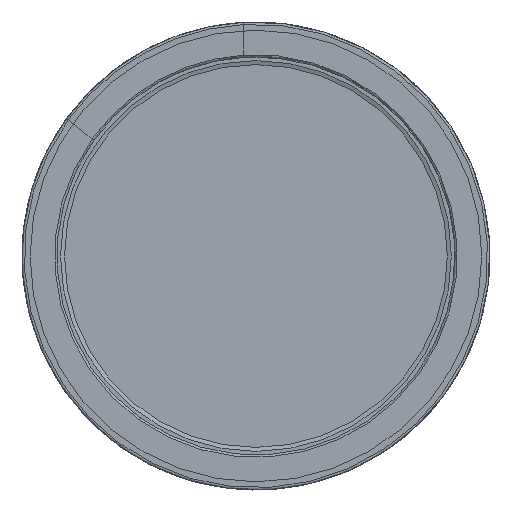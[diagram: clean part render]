
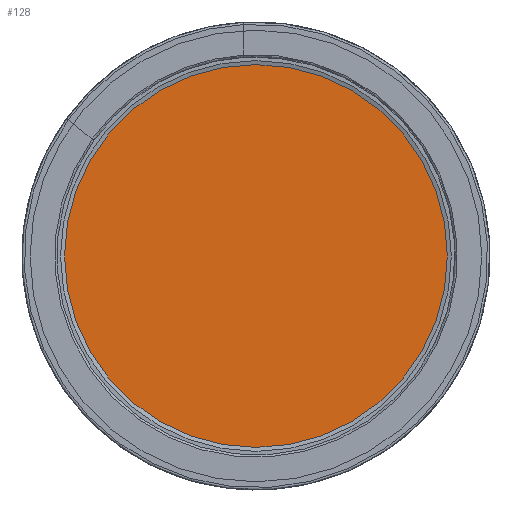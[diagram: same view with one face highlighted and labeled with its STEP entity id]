
A CAD part, left-side view. The second image highlights one B-rep face of the part: STEP entity #128.
In plain terms, the highlighted planar face has unit normal (-1, 0, 0).
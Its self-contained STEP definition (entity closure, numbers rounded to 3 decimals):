
#41=PLANE('',#571);
#128=ADVANCED_FACE('',(#187),#41,.F.);
#187=FACE_OUTER_BOUND('',#213,.T.);
#213=EDGE_LOOP('',(#364));
#364=ORIENTED_EDGE('',*,*,#484,.T.);
#420=VERTEX_POINT('',#1198);
#484=EDGE_CURVE('',#420,#420,#521,.T.);
#521=CIRCLE('',#570,32.713);
#570=AXIS2_PLACEMENT_3D('',#1197,#673,#674);
#571=AXIS2_PLACEMENT_3D('',#1199,#675,#676);
#673=DIRECTION('',(-1.,0.,0.));
#674=DIRECTION('',(0.,0.,1.));
#675=DIRECTION('',(1.,0.,0.));
#676=DIRECTION('',(0.,0.,-1.));
#1197=CARTESIAN_POINT('',(0.55,0.,0.));
#1198=CARTESIAN_POINT('',(0.55,0.,32.713));
#1199=CARTESIAN_POINT('',(0.55,32.713,0.));
